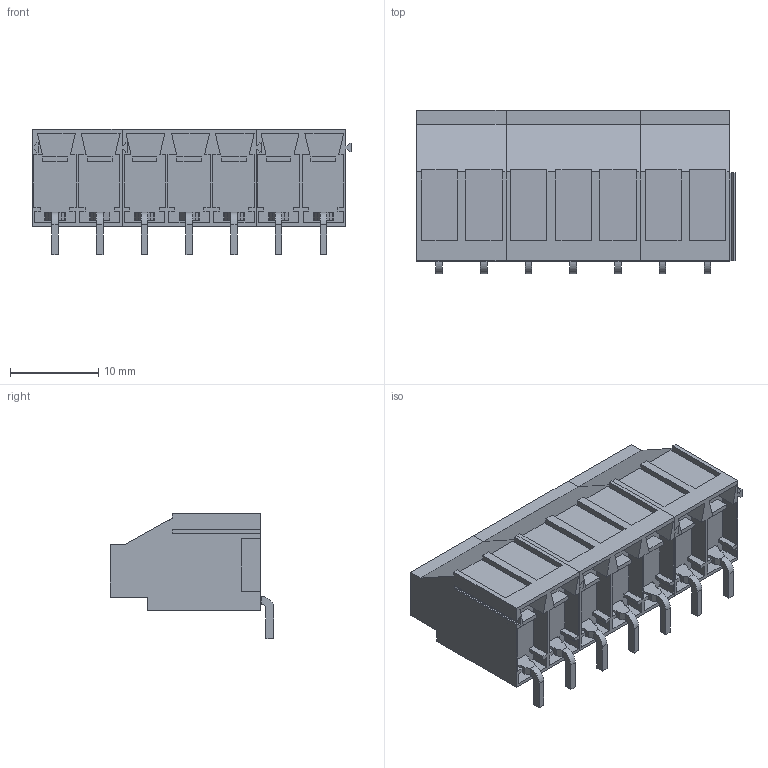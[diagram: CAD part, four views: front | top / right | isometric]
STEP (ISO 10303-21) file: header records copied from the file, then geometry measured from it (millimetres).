
FILE_DESCRIPTION(('CATIA V5 STEP','CAx-IF Rec.Pracs.--- Model Styling and Organization---1.2---2011-12-15'),'2;1');
FILE_NAME ('D1462050_0_2431960000_2431960000.stp','2016-10-03T06:49:08+00:00',('none'),('Weidmueller'),'CATIA Version 5-6 Release 2014','CATIA V5 STEP AP214','none');
FILE_SCHEMA(('AUTOMOTIVE_DESIGN { 1 0 10303 214 1 1 1 1 }'));
Length unit declared in the file: millimetre
Products named in the file (1): 2431960000_S
Bounding box: 36.21 x 18.57 x 14.2 mm (x, y, z)
Volume: 4649.8 mm3; surface area: 4997.8 mm2
Topology: 17 solids, 17 shells, 543 faces, 1436 edges, 948 vertices
Faces by surface type: plane 487, cylinder 56
Entity records: 15570 total; most frequent: ORIENTED_EDGE 2872, CARTESIAN_POINT 2758, DIRECTION 2182, EDGE_CURVE 1436, VECTOR 1296, LINE 1296, VERTEX_POINT 948, EDGE_LOOP 564
